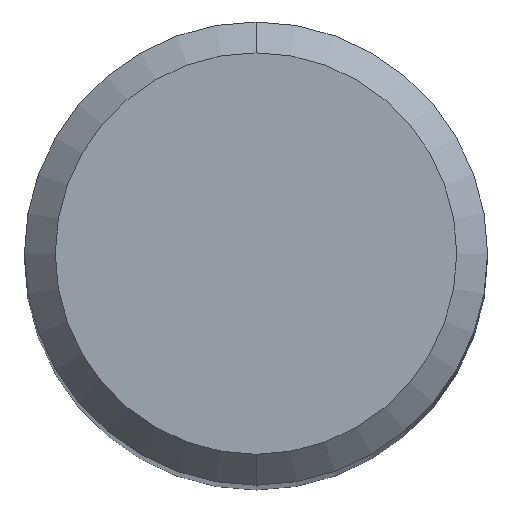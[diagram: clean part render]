
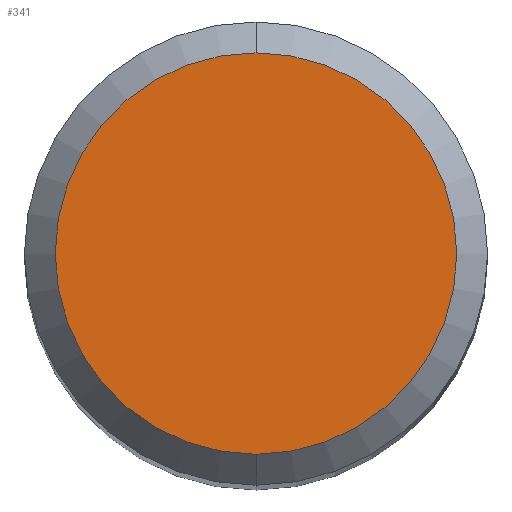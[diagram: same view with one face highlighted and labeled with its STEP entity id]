
A CAD part, top view. The second image highlights one B-rep face of the part: STEP entity #341.
In plain terms, the highlighted planar face has unit normal (0, 0, 1).
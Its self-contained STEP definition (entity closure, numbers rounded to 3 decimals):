
#277=VERTEX_POINT('',#590);
#341=ADVANCED_FACE('',(#661),#662,.T.);
#359=EDGE_CURVE('',#375,#277,#683,.T.);
#375=VERTEX_POINT('',#700);
#397=EDGE_CURVE('',#277,#375,#726,.T.);
#590=CARTESIAN_POINT('',(0.0,2.6,0.0));
#661=FACE_OUTER_BOUND('',#1175,.T.);
#662=PLANE('',#1176);
#683=CIRCLE('',#1212,2.6);
#700=CARTESIAN_POINT('',(0.,-2.6,0.0));
#726=CIRCLE('',#1268,2.6);
#1175=EDGE_LOOP('',(#1626,#1627));
#1176=AXIS2_PLACEMENT_3D('',#1628,#1629,#1630);
#1212=AXIS2_PLACEMENT_3D('',#1672,#1673,#1674);
#1268=AXIS2_PLACEMENT_3D('',#1722,#1723,#1724);
#1626=ORIENTED_EDGE('',*,*,#397,.F.);
#1627=ORIENTED_EDGE('',*,*,#359,.F.);
#1628=CARTESIAN_POINT('',(0.0,1.3,0.0));
#1629=DIRECTION('',(-0.0,0.0,1.0));
#1630=DIRECTION('',(0.0,-1.0,0.0));
#1672=CARTESIAN_POINT('',(0.0,0.0,0.0));
#1673=DIRECTION('',(0.0,0.0,-1.0));
#1674=DIRECTION('',(0.0,1.0,0.0));
#1722=CARTESIAN_POINT('',(0.0,0.0,0.0));
#1723=DIRECTION('',(0.0,0.0,-1.0));
#1724=DIRECTION('',(0.0,1.0,0.0));
